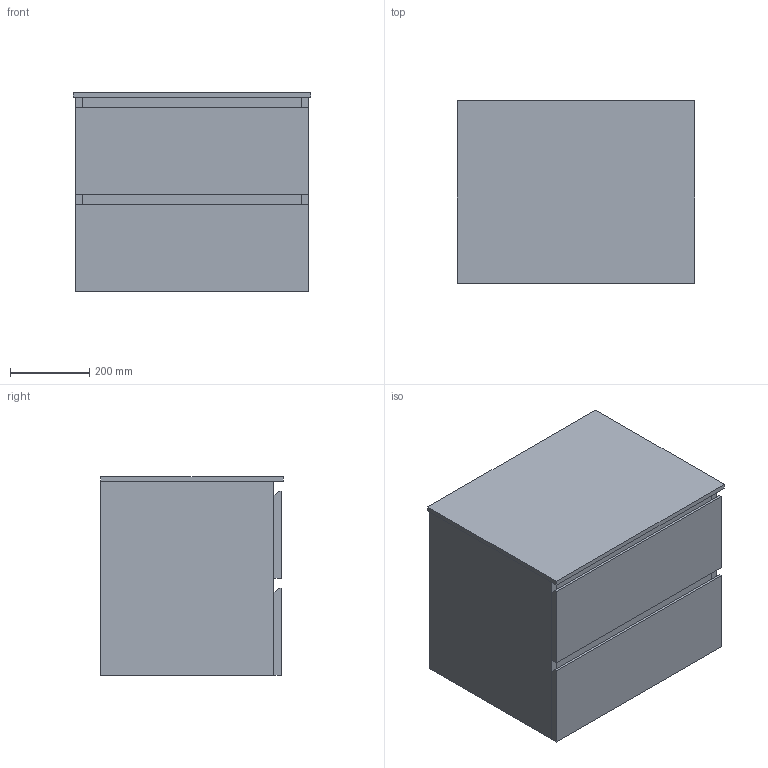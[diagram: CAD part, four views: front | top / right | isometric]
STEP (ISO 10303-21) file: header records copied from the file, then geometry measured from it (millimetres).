
FILE_DESCRIPTION (( 'STEP AP214' ), '1' );
FILE_NAME ('Kado Arc DD Corian Top 600.STEP', '2019-12-06T03:38:22', ( '' ), ( '' ), 'SwSTEP 2.0', 'SolidWorks 2017', '' );
FILE_SCHEMA (( 'AUTOMOTIVE_DESIGN' ));
Length unit declared in the file: millimetre
Products named in the file (19): 7FACTIR_Drawer_Platinum Double Drawer 2D_2_D‚faut; 7CODTIR_PRF 350; 7Drawer_Platinum Double Drawer 2D_1_350; 7FACTIR_Drawer_Platinum Double Drawer 2D_1_D‚faut; 7Drawer_Platinum Double Drawer 2D_2_350; 7FONDTIR_Drawer_Platinum Double Drawer 2D_1_D‚faut; 7FONDTIR_Drawer_Platinum Double Drawer 2D_2_D‚faut; 7ARTIR_Drawer_Platinum Double Drawer 2D_1_D‚faut; 7Right_Platinum Double Drawer 2D; Kado Arc DD Corian Top 600; 7Left_Platinum Double Drawer 2D; Front_7Platinum Double Drawer 2D; 7ARTIR_Drawer_Platinum Double Drawer 2D_2R_D‚faut; Front_7Platinum Double Drawer 2D second; 7Bottom_Platinum Double Drawer 2D; 7ARTIR_Drawer_Platinum Double Drawer 2D_2L_D‚faut; 7Back_Platinum Double Drawer 2D; 7COGTIR_PRF 350; Part9^Kado Arc DD Corian Top 600
Assembly tree (20 placements, depth 3):
  Kado Arc DD Corian Top 600
    7Left_Platinum Double Drawer 2D
    7Right_Platinum Double Drawer 2D
    7Bottom_Platinum Double Drawer 2D
    7Back_Platinum Double Drawer 2D
    7Drawer_Platinum Double Drawer 2D_1_350
      7COGTIR_PRF 350
      7CODTIR_PRF 350
      7FONDTIR_Drawer_Platinum Double Drawer 2D_1_D‚faut
      7ARTIR_Drawer_Platinum Double Drawer 2D_1_D‚faut
      7FACTIR_Drawer_Platinum Double Drawer 2D_1_D‚faut
    7Drawer_Platinum Double Drawer 2D_2_350
      7COGTIR_PRF 350
      7CODTIR_PRF 350
      7FONDTIR_Drawer_Platinum Double Drawer 2D_2_D‚faut
      7FACTIR_Drawer_Platinum Double Drawer 2D_2_D‚faut
    7ARTIR_Drawer_Platinum Double Drawer 2D_2L_D‚faut
    7ARTIR_Drawer_Platinum Double Drawer 2D_2R_D‚faut
    Front_7Platinum Double Drawer 2D
    Front_7Platinum Double Drawer 2D second
    Part9^Kado Arc DD Corian Top 600
Bounding box: 600 x 460 x 502 mm (x, y, z)
Volume: 31901125.2 mm3; surface area: 5325400.7 mm2
Topology: 34 solids, 34 shells, 1296 faces, 3592 edges, 2380 vertices
Faces by surface type: plane 676, cylinder 620
Entity records: 24082 total; most frequent: DIRECTION 4158, CARTESIAN_POINT 4017, ORIENTED_EDGE 3928, EDGE_CURVE 1964, AXIS2_PLACEMENT_3D 1443, VERTEX_POINT 1302, LINE 1272, VECTOR 1272
